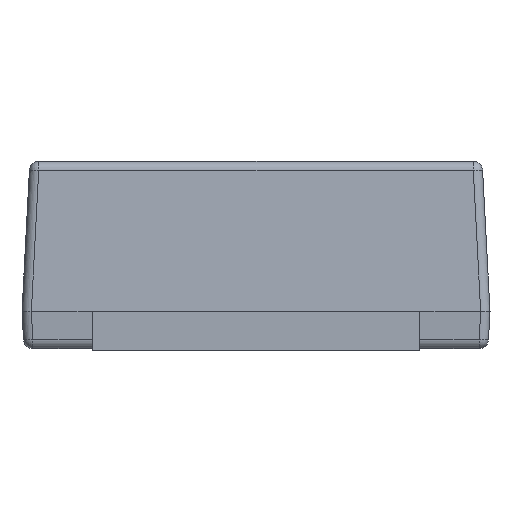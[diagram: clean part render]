
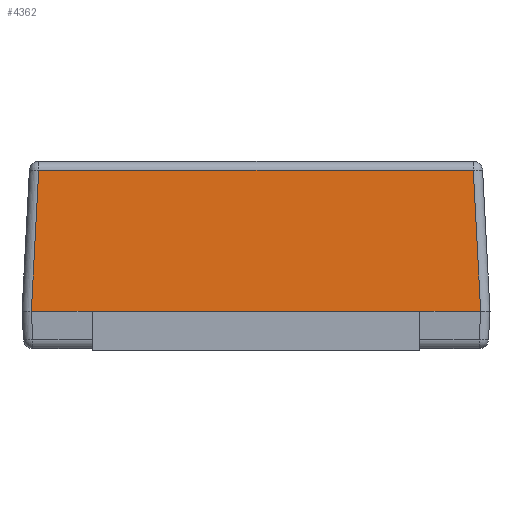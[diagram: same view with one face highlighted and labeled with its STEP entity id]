
A CAD part, left-side view. The second image highlights one B-rep face of the part: STEP entity #4362.
In plain terms, the highlighted planar face has unit normal (-0.999, 0, 0.052).
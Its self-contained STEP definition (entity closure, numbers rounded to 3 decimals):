
#1616 = ORIENTED_EDGE ( 'NONE', *, *, #14872, .T. ) ;
#2011 = VECTOR ( 'NONE', #20550, 1000. ) ;
#2373 = ORIENTED_EDGE ( 'NONE', *, *, #14339, .T. ) ;
#2494 = CARTESIAN_POINT ( 'NONE',  ( -1.9, -0.875, 0. ) ) ;
#2726 = VERTEX_POINT ( 'NONE', #3832 ) ;
#2834 = VERTEX_POINT ( 'NONE', #2494 ) ;
#3708 = AXIS2_PLACEMENT_3D ( 'NONE', #14059, #10479, #9115 ) ;
#3748 = LINE ( 'NONE', #12065, #2011 ) ;
#3779 = ORIENTED_EDGE ( 'NONE', *, *, #12512, .T. ) ;
#3832 = CARTESIAN_POINT ( 'NONE',  ( -1.861, -1.161, 0.753 ) ) ;
#4163 = EDGE_LOOP ( 'NONE', ( #11997, #3779, #2373, #1616, #6494, #18917 ) ) ;
#4362 = ADVANCED_FACE ( 'NONE', ( #19297 ), #7342, .T. ) ;
#4629 = DIRECTION ( 'NONE',  ( 0., -1., 0. ) ) ;
#4866 = CARTESIAN_POINT ( 'NONE',  ( -1.9, 1.25, 0. ) ) ;
#5511 = DIRECTION ( 'NONE',  ( 0., 1., 0. ) ) ;
#5863 = EDGE_CURVE ( 'NONE', #2834, #19564, #14302, .T. ) ;
#6133 = VECTOR ( 'NONE', #17933, 1000. ) ;
#6494 = ORIENTED_EDGE ( 'NONE', *, *, #5863, .T. ) ;
#6715 = LINE ( 'NONE', #13509, #15135 ) ;
#6798 = VECTOR ( 'NONE', #5511, 1000. ) ;
#7342 = PLANE ( 'NONE',  #3708 ) ;
#8127 = VERTEX_POINT ( 'NONE', #8269 ) ;
#8269 = CARTESIAN_POINT ( 'NONE',  ( -1.9, 0.875, 0. ) ) ;
#9115 = DIRECTION ( 'NONE',  ( 0.052, 0., 0.999 ) ) ;
#9349 = LINE ( 'NONE', #14063, #6798 ) ;
#10479 = DIRECTION ( 'NONE',  ( -0.999, 0., 0.052 ) ) ;
#11154 = VECTOR ( 'NONE', #4629, 1000. ) ;
#11534 = EDGE_CURVE ( 'NONE', #19564, #2726, #3748, .T. ) ;
#11634 = DIRECTION ( 'NONE',  ( -0.052, 0.052, -0.997 ) ) ;
#11997 = ORIENTED_EDGE ( 'NONE', *, *, #15522, .T. ) ;
#12065 = CARTESIAN_POINT ( 'NONE',  ( -1.893, -1.193, 0.128 ) ) ;
#12512 = EDGE_CURVE ( 'NONE', #14203, #12884, #6715, .T. ) ;
#12884 = VERTEX_POINT ( 'NONE', #20932 ) ;
#12946 = CARTESIAN_POINT ( 'NONE',  ( -1.9, 1.25, 0. ) ) ;
#13509 = CARTESIAN_POINT ( 'NONE',  ( -1.9, 1.2, -0.003 ) ) ;
#14059 = CARTESIAN_POINT ( 'NONE',  ( -1.9, 1.25, 0. ) ) ;
#14063 = CARTESIAN_POINT ( 'NONE',  ( -1.861, 1.208, 0.753 ) ) ;
#14203 = VERTEX_POINT ( 'NONE', #20553 ) ;
#14302 = LINE ( 'NONE', #12946, #19450 ) ;
#14322 = CARTESIAN_POINT ( 'NONE',  ( -1.9, 1.25, 0. ) ) ;
#14339 = EDGE_CURVE ( 'NONE', #12884, #8127, #20102, .T. ) ;
#14872 = EDGE_CURVE ( 'NONE', #8127, #2834, #17708, .T. ) ;
#15135 = VECTOR ( 'NONE', #11634, 1000. ) ;
#15522 = EDGE_CURVE ( 'NONE', #2726, #14203, #9349, .T. ) ;
#17708 = LINE ( 'NONE', #14322, #6133 ) ;
#17799 = DIRECTION ( 'NONE',  ( 0., -1., 0. ) ) ;
#17933 = DIRECTION ( 'NONE',  ( 0., -1., 0. ) ) ;
#18183 = CARTESIAN_POINT ( 'NONE',  ( -1.9, -1.2, 0. ) ) ;
#18917 = ORIENTED_EDGE ( 'NONE', *, *, #11534, .T. ) ;
#19297 = FACE_OUTER_BOUND ( 'NONE', #4163, .T. ) ;
#19450 = VECTOR ( 'NONE', #17799, 1000. ) ;
#19564 = VERTEX_POINT ( 'NONE', #18183 ) ;
#20102 = LINE ( 'NONE', #4866, #11154 ) ;
#20550 = DIRECTION ( 'NONE',  ( 0.052, 0.052, 0.997 ) ) ;
#20553 = CARTESIAN_POINT ( 'NONE',  ( -1.861, 1.161, 0.753 ) ) ;
#20932 = CARTESIAN_POINT ( 'NONE',  ( -1.9, 1.2, 0. ) ) ;
